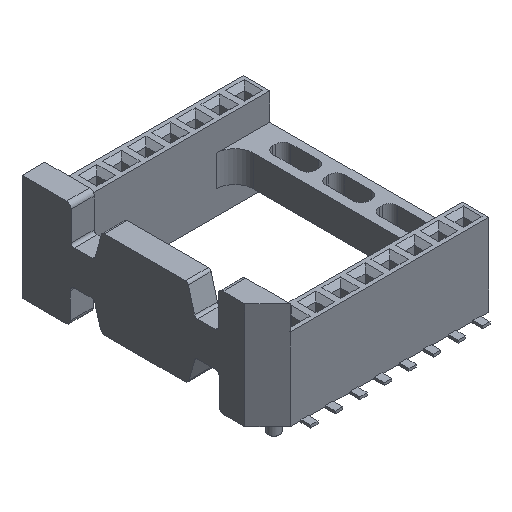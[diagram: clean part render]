
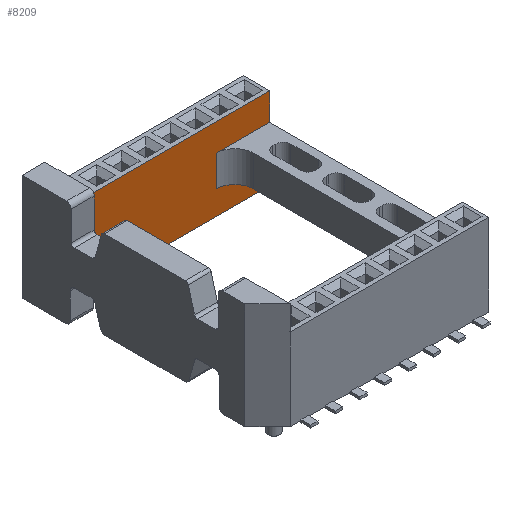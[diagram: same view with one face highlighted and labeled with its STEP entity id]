
A CAD part, isometric view. The second image highlights one B-rep face of the part: STEP entity #8209.
In plain terms, the highlighted planar face has unit normal (0, -1, 0).
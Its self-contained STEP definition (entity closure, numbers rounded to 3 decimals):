
#685=LINE('',#11566,#1451);
#687=LINE('',#11572,#1453);
#712=LINE('',#11611,#1478);
#715=LINE('',#11618,#1481);
#804=LINE('',#11800,#1570);
#806=LINE('',#11803,#1572);
#807=LINE('',#11804,#1573);
#808=LINE('',#11806,#1574);
#1451=VECTOR('',#9897,1000.);
#1453=VECTOR('',#9903,1000.);
#1478=VECTOR('',#9938,1000.);
#1481=VECTOR('',#9943,1000.);
#1570=VECTOR('',#10108,1000.);
#1572=VECTOR('',#10112,1000.);
#1573=VECTOR('',#10113,1000.);
#1574=VECTOR('',#10114,1000.);
#3148=ORIENTED_EDGE('',*,*,#3944,.F.);
#3149=ORIENTED_EDGE('',*,*,#3941,.T.);
#3150=ORIENTED_EDGE('',*,*,#3969,.T.);
#3151=ORIENTED_EDGE('',*,*,#4065,.F.);
#3152=ORIENTED_EDGE('',*,*,#3972,.F.);
#3153=ORIENTED_EDGE('',*,*,#4063,.T.);
#3154=ORIENTED_EDGE('',*,*,#4066,.T.);
#3155=ORIENTED_EDGE('',*,*,#4067,.F.);
#3941=EDGE_CURVE('',#4543,#4542,#685,.F.);
#3944=EDGE_CURVE('',#4543,#4545,#687,.T.);
#3969=EDGE_CURVE('',#4542,#4553,#712,.T.);
#3972=EDGE_CURVE('',#4556,#4557,#715,.T.);
#4063=EDGE_CURVE('',#4556,#4611,#804,.T.);
#4065=EDGE_CURVE('',#4557,#4553,#806,.T.);
#4066=EDGE_CURVE('',#4611,#4612,#807,.T.);
#4067=EDGE_CURVE('',#4545,#4612,#808,.T.);
#4542=VERTEX_POINT('',#11565);
#4543=VERTEX_POINT('',#11567);
#4545=VERTEX_POINT('',#11573);
#4553=VERTEX_POINT('',#11610);
#4556=VERTEX_POINT('',#11617);
#4557=VERTEX_POINT('',#11619);
#4611=VERTEX_POINT('',#11799);
#4612=VERTEX_POINT('',#11805);
#5020=EDGE_LOOP('',(#3148,#3149,#3150,#3151,#3152,#3153,#3154,#3155));
#5367=FACE_BOUND('',#5020,.T.);
#5657=PLANE('',#8596);
#8209=ADVANCED_FACE('',(#5367),#5657,.F.);
#8596=AXIS2_PLACEMENT_3D('',#11802,#10110,#10111);
#9897=DIRECTION('',(0.,0.,-1.));
#9903=DIRECTION('',(1.,0.,0.));
#9938=DIRECTION('',(1.,0.,0.));
#9943=DIRECTION('',(1.,0.,0.));
#10108=DIRECTION('',(0.,0.,-1.));
#10110=DIRECTION('',(0.,1.,0.));
#10111=DIRECTION('',(0.,0.,1.));
#10112=DIRECTION('',(0.,0.,-1.));
#10113=DIRECTION('',(1.,0.,0.));
#10114=DIRECTION('',(0.,0.,-1.));
#11565=CARTESIAN_POINT('',(5.925,9.96,1.43));
#11566=CARTESIAN_POINT('',(5.925,9.96,4.25));
#11567=CARTESIAN_POINT('',(5.925,9.96,-1.78));
#11572=CARTESIAN_POINT('',(7.835,9.96,-1.78));
#11573=CARTESIAN_POINT('',(11.44,9.96,-1.78));
#11610=CARTESIAN_POINT('',(11.44,9.96,1.43));
#11611=CARTESIAN_POINT('',(7.835,9.96,1.43));
#11617=CARTESIAN_POINT('',(-9.08,9.96,4.25));
#11618=CARTESIAN_POINT('',(-9.08,9.96,4.25));
#11619=CARTESIAN_POINT('',(11.44,9.96,4.25));
#11799=CARTESIAN_POINT('',(-9.08,9.96,-4.25));
#11800=CARTESIAN_POINT('',(-9.08,9.96,4.25));
#11802=CARTESIAN_POINT('',(-9.08,9.96,4.25));
#11803=CARTESIAN_POINT('',(11.44,9.96,4.25));
#11804=CARTESIAN_POINT('',(-9.08,9.96,-4.25));
#11805=CARTESIAN_POINT('',(11.44,9.96,-4.25));
#11806=CARTESIAN_POINT('',(11.44,9.96,4.25));
